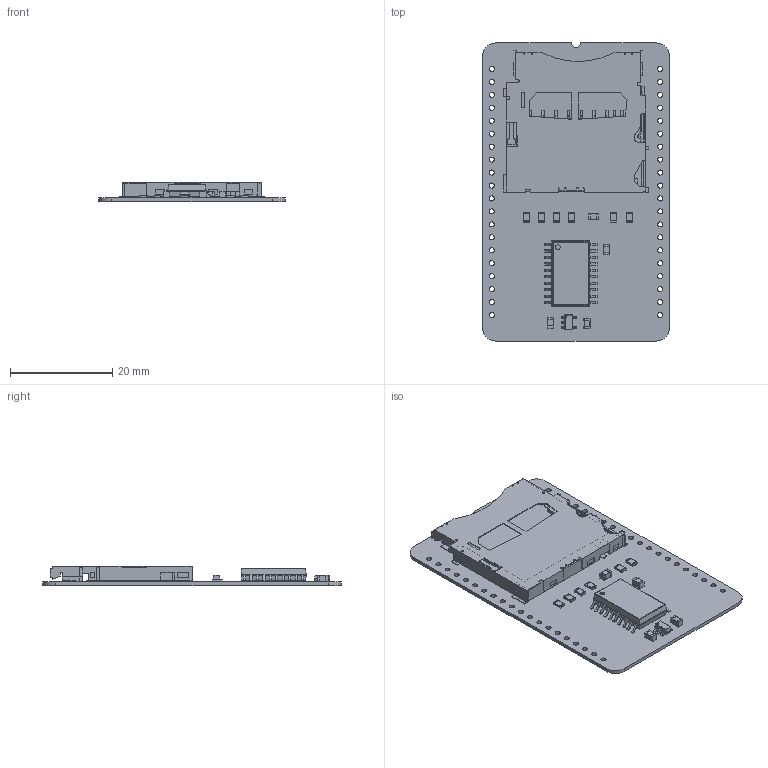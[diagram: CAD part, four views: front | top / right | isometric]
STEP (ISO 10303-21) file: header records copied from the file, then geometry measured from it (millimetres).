
FILE_DESCRIPTION(('KiCad electronic assembly'),'2;1');
FILE_NAME('SD Card Full Socket.step','2024-07-05T13:52:11',('Pcbnew'),( 'Kicad'),'Open CASCADE STEP processor 7.8','KiCad to STEP converter' ,'Unknown');
FILE_SCHEMA(('AUTOMOTIVE_DESIGN { 1 0 10303 214 1 1 1 1 }'));
Length unit declared in the file: millimetre
Products named in the file (12): SD Card Full Socket 1; R_0805_2012Metric; C_0805_2012Metric; 5035000991; 74LVC574AD,118; ASSEMBLY; AP7365-33WG-7; SD Card Full Socket_PCB
Assembly tree (19 placements, depth 3):
  SD Card Full Socket 1
    R_0805_2012Metric  x6
      R_0805_2012Metric
    C_0805_2012Metric  x4
      C_0805_2012Metric
    5035000991
      5035000991
    74LVC574AD,118
      ASSEMBLY
    AP7365-33WG-7
      ASSEMBLY
    SD Card Full Socket_PCB
Bounding box: 36.58 x 58.42 x 3.75 mm (x, y, z)
Volume: 2241.8 mm3; surface area: 7300.5 mm2
Topology: 39 solids, 39 shells, 1357 faces, 3742 edges, 2560 vertices
Faces by surface type: plane 983, cylinder 374
Full cylindrical faces by diameter (mm): 0.2 x1, 0.938 x1, 1 x40
Entity records: 37285 total; most frequent: CARTESIAN_POINT 6901, ORIENTED_EDGE 6228, DIRECTION 5941, EDGE_CURVE 3114, LINE 2605, VECTOR 2605, VERTEX_POINT 2052, AXIS2_PLACEMENT_3D 1668
